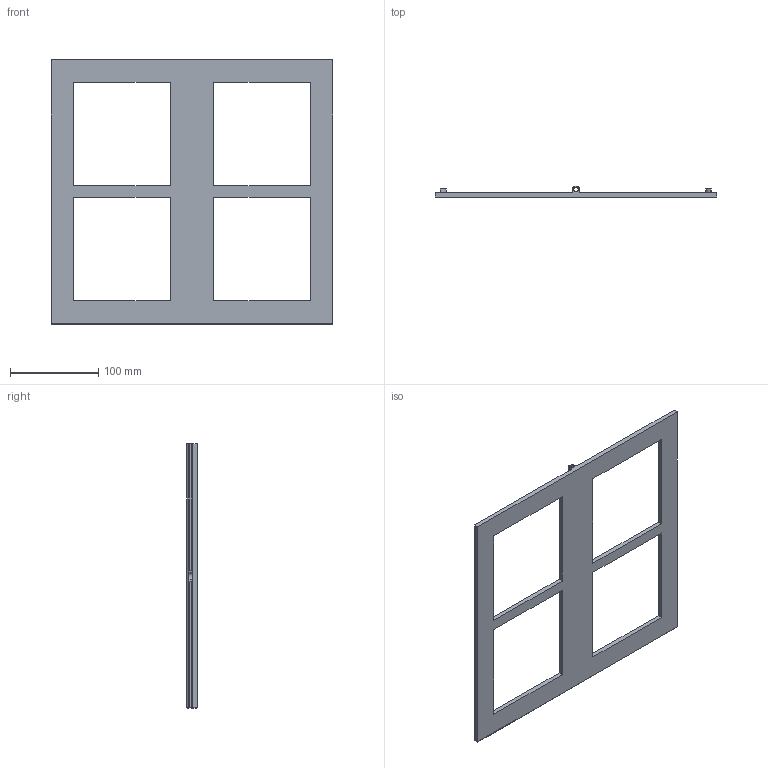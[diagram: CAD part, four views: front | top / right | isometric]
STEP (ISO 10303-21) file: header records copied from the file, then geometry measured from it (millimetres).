
FILE_DESCRIPTION (( 'STEP AP214' ), '1' );
FILE_NAME ('Panel Holder.STEP', '2023-12-05T16:41:39', ( '' ), ( '' ), 'SwSTEP 2.0', 'SolidWorks 2023', '' );
FILE_SCHEMA (( 'AUTOMOTIVE_DESIGN' ));
Length unit declared in the file: millimetre
Products named in the file (1): Panel Holder
Bounding box: 320 x 12 x 300 mm (x, y, z)
Volume: 230730.3 mm3; surface area: 111996 mm2
Topology: 1 solids, 1 shells, 115 faces, 277 edges, 160 vertices
Faces by surface type: cylinder 40, torus 32, plane 32, sphere 11
Entity records: 3354 total; most frequent: DIRECTION 627, CARTESIAN_POINT 605, ORIENTED_EDGE 542, EDGE_CURVE 271, AXIS2_PLACEMENT_3D 253, VERTEX_POINT 159, CIRCLE 137, EDGE_LOOP 126
